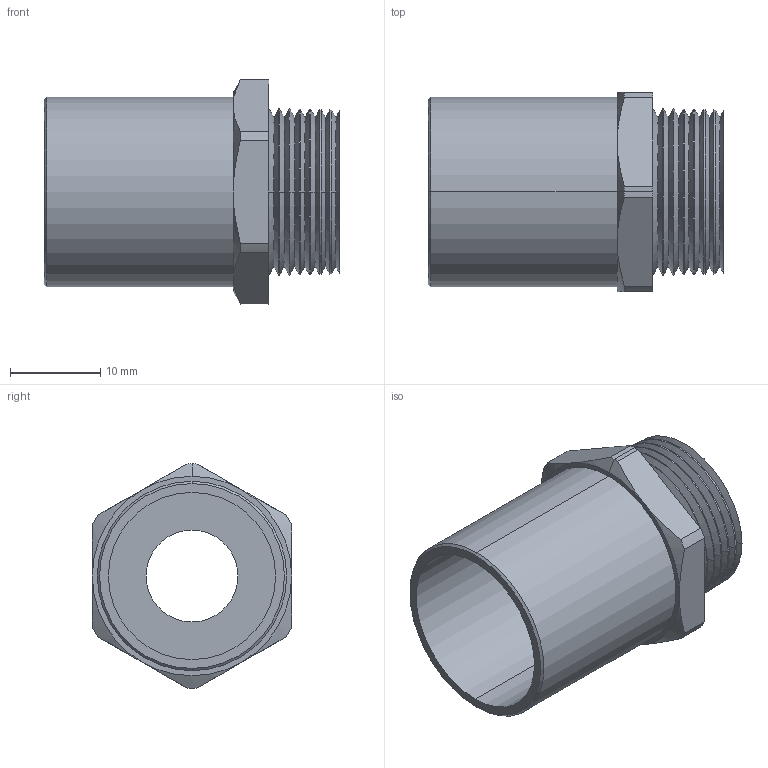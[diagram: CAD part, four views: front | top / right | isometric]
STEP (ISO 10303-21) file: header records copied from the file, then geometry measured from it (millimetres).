
FILE_DESCRIPTION (( 'STEP AP214' ), '1' );
FILE_NAME ('SM11AA-BK.STEP', '2007-12-24T02:57:27', ( '*' ), ( '' ), 'SwSTEP 2.0', 'SolidWorks 2007', '' );
FILE_SCHEMA (( 'AUTOMOTIVE_DESIGN' ));
Length unit declared in the file: inch
Products named in the file (1): SM11AA-BK
Bounding box: 32.77 x 22.1 x 24.86 mm (x, y, z)
Volume: 4013.7 mm3; surface area: 4746.4 mm2
Topology: 1 solids, 1 shells, 73 faces, 181 edges, 113 vertices
Faces by surface type: cone 51, cylinder 11, plane 11
Entity records: 2297 total; most frequent: CARTESIAN_POINT 440, DIRECTION 418, ORIENTED_EDGE 362, EDGE_CURVE 181, AXIS2_PLACEMENT_3D 175, VERTEX_POINT 113, CIRCLE 101, EDGE_LOOP 78
